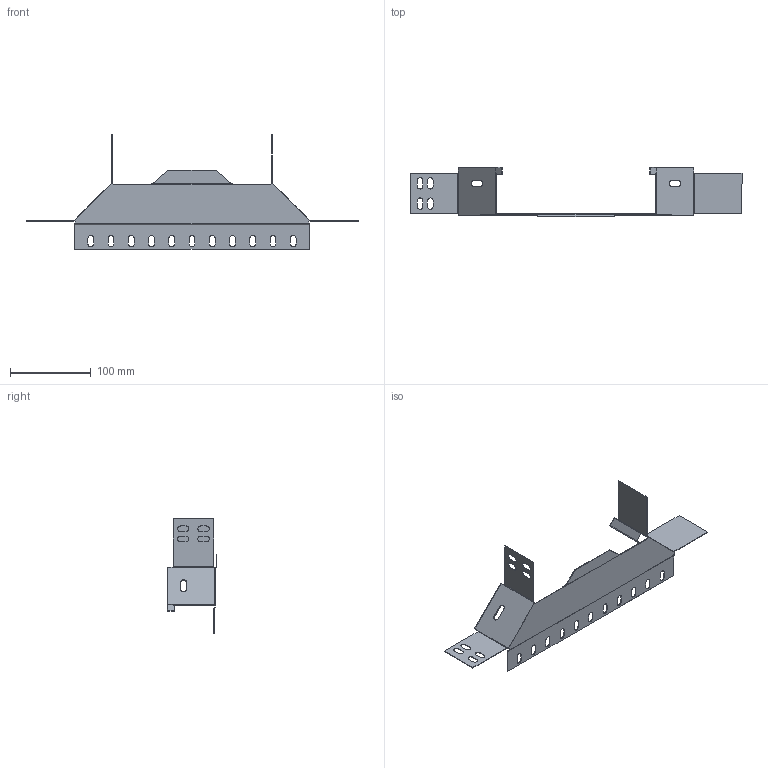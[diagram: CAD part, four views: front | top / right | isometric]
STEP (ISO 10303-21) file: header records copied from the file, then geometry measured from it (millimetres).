
FILE_DESCRIPTION (( 'STEP AP214' ), '1' );
FILE_NAME ('6040254.stp', '2018-10-02T13:39:31', ( '' ), ( '' ), 'SwSTEP 2.0', 'SolidWorks 2018', '' );
FILE_SCHEMA (( 'AUTOMOTIVE_DESIGN' ));
Length unit declared in the file: millimetre
Products named in the file (1): 6040254
Bounding box: 410.13 x 60.9 x 141.6 mm (x, y, z)
Volume: 30238.5 mm3; surface area: 87994.5 mm2
Topology: 1 solids, 1 shells, 219 faces, 619 edges, 402 vertices
Faces by surface type: plane 144, cylinder 71, bspline 4
Entity records: 7231 total; most frequent: CARTESIAN_POINT 1375, ORIENTED_EDGE 1238, DIRECTION 1169, EDGE_CURVE 619, LINE 453, VECTOR 453, VERTEX_POINT 402, AXIS2_PLACEMENT_3D 358
